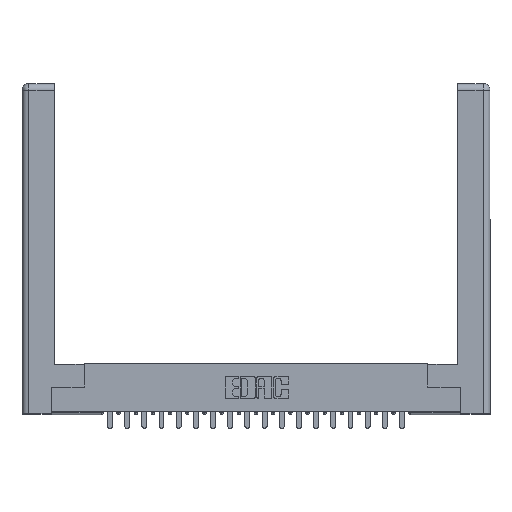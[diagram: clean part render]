
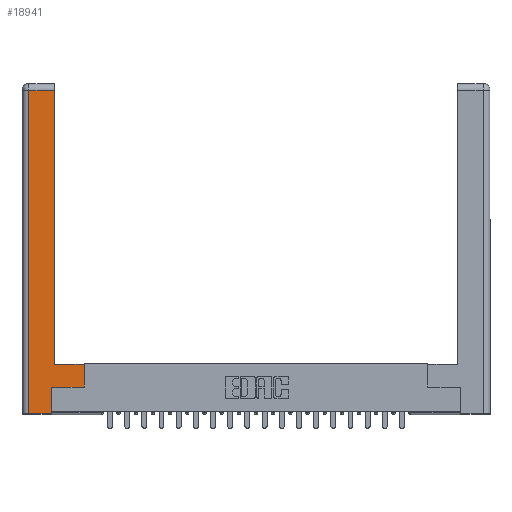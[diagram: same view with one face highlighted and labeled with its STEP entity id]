
A CAD part, top view. The second image highlights one B-rep face of the part: STEP entity #18941.
In plain terms, the highlighted planar face has unit normal (0, 0, 1).
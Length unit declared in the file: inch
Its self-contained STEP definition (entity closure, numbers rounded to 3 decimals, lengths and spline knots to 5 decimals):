
#309 = CARTESIAN_POINT ( 'NONE',  ( 0.265, 0.245, 0. ) ) ;
#496 = DIRECTION ( 'NONE',  ( 0., 1., 0. ) ) ;
#916 = CARTESIAN_POINT ( 'NONE',  ( 0.0615, 2.94, 0. ) ) ;
#1070 = LINE ( 'NONE', #9123, #20953 ) ;
#1166 = CARTESIAN_POINT ( 'NONE',  ( 0.0615, 0., 0. ) ) ;
#1260 = DIRECTION ( 'NONE',  ( 1., 0., 0. ) ) ;
#1292 = DIRECTION ( 'NONE',  ( -1., 0., 0. ) ) ;
#1911 = CARTESIAN_POINT ( 'NONE',  ( 0., 0., 0. ) ) ;
#2837 = CARTESIAN_POINT ( 'NONE',  ( 0.295, 0.45, 0. ) ) ;
#4038 = CARTESIAN_POINT ( 'NONE',  ( 0.0615, 0., 0. ) ) ;
#4222 = EDGE_CURVE ( 'NONE', #24463, #12563, #17750, .T. ) ;
#4319 = AXIS2_PLACEMENT_3D ( 'NONE', #1911, #13584, #13668 ) ;
#5672 = CARTESIAN_POINT ( 'NONE',  ( 0.565, 0.245, 0. ) ) ;
#5678 = LINE ( 'NONE', #309, #24045 ) ;
#5715 = LINE ( 'NONE', #9671, #24404 ) ;
#5875 = EDGE_CURVE ( 'NONE', #6809, #7065, #21886, .T. ) ;
#5933 = ORIENTED_EDGE ( 'NONE', *, *, #7095, .T. ) ;
#6809 = VERTEX_POINT ( 'NONE', #1166 ) ;
#7065 = VERTEX_POINT ( 'NONE', #22797 ) ;
#7095 = EDGE_CURVE ( 'NONE', #12563, #14720, #1070, .T. ) ;
#7364 = VECTOR ( 'NONE', #15795, 39.37008 ) ;
#8734 = ORIENTED_EDGE ( 'NONE', *, *, #23872, .T. ) ;
#8904 = VERTEX_POINT ( 'NONE', #5672 ) ;
#9123 = CARTESIAN_POINT ( 'NONE',  ( 0.0615, 2.94, 0. ) ) ;
#9293 = VERTEX_POINT ( 'NONE', #22435 ) ;
#9671 = CARTESIAN_POINT ( 'NONE',  ( 0.565, 0.45, 0. ) ) ;
#11621 = VECTOR ( 'NONE', #21273, 39.37008 ) ;
#11691 = VECTOR ( 'NONE', #1292, 39.37008 ) ;
#11998 = CARTESIAN_POINT ( 'NONE',  ( 0.295, 3., 0. ) ) ;
#12441 = CARTESIAN_POINT ( 'NONE',  ( 0.565, 0.245, 0. ) ) ;
#12489 = LINE ( 'NONE', #4038, #7364 ) ;
#12556 = ORIENTED_EDGE ( 'NONE', *, *, #15484, .T. ) ;
#12563 = VERTEX_POINT ( 'NONE', #15480 ) ;
#12912 = ORIENTED_EDGE ( 'NONE', *, *, #19761, .T. ) ;
#13169 = ORIENTED_EDGE ( 'NONE', *, *, #13883, .T. ) ;
#13552 = DIRECTION ( 'NONE',  ( 0., 1., 0. ) ) ;
#13584 = DIRECTION ( 'NONE',  ( 0., 0., -1. ) ) ;
#13668 = DIRECTION ( 'NONE',  ( -1., 0., 0. ) ) ;
#13745 = DIRECTION ( 'NONE',  ( 0., 1., 0. ) ) ;
#13883 = EDGE_CURVE ( 'NONE', #8904, #9293, #5715, .T. ) ;
#14444 = VECTOR ( 'NONE', #496, 39.37008 ) ;
#14618 = ORIENTED_EDGE ( 'NONE', *, *, #4222, .T. ) ;
#14720 = VERTEX_POINT ( 'NONE', #916 ) ;
#15313 = LINE ( 'NONE', #18553, #11691 ) ;
#15480 = CARTESIAN_POINT ( 'NONE',  ( 0.295, 2.94, 0. ) ) ;
#15484 = EDGE_CURVE ( 'NONE', #9293, #24463, #15313, .T. ) ;
#15583 = FACE_OUTER_BOUND ( 'NONE', #16519, .T. ) ;
#15795 = DIRECTION ( 'NONE',  ( 0., -1., 0. ) ) ;
#16519 = EDGE_LOOP ( 'NONE', ( #14618, #5933, #21406, #23428, #8734, #12912, #13169, #12556 ) ) ;
#17049 = DIRECTION ( 'NONE',  ( -1., 0., 0. ) ) ;
#17357 = EDGE_CURVE ( 'NONE', #14720, #6809, #12489, .T. ) ;
#17750 = LINE ( 'NONE', #11998, #14444 ) ;
#18520 = CARTESIAN_POINT ( 'NONE',  ( 0.265, 0.245, 0. ) ) ;
#18553 = CARTESIAN_POINT ( 'NONE',  ( 0.295, 0.45, 0. ) ) ;
#18905 = VECTOR ( 'NONE', #1260, 39.37008 ) ;
#18941 = ADVANCED_FACE ( 'NONE', ( #15583 ), #21171, .F. ) ;
#19194 = LINE ( 'NONE', #12441, #18905 ) ;
#19738 = VERTEX_POINT ( 'NONE', #18520 ) ;
#19761 = EDGE_CURVE ( 'NONE', #19738, #8904, #19194, .T. ) ;
#20953 = VECTOR ( 'NONE', #17049, 39.37008 ) ;
#21171 = PLANE ( 'NONE',  #4319 ) ;
#21273 = DIRECTION ( 'NONE',  ( 1., 0., 0. ) ) ;
#21406 = ORIENTED_EDGE ( 'NONE', *, *, #17357, .T. ) ;
#21886 = LINE ( 'NONE', #24733, #11621 ) ;
#22435 = CARTESIAN_POINT ( 'NONE',  ( 0.565, 0.45, 0. ) ) ;
#22797 = CARTESIAN_POINT ( 'NONE',  ( 0.265, 0., 0. ) ) ;
#23428 = ORIENTED_EDGE ( 'NONE', *, *, #5875, .T. ) ;
#23872 = EDGE_CURVE ( 'NONE', #7065, #19738, #5678, .T. ) ;
#24045 = VECTOR ( 'NONE', #13745, 39.37008 ) ;
#24404 = VECTOR ( 'NONE', #13552, 39.37008 ) ;
#24463 = VERTEX_POINT ( 'NONE', #2837 ) ;
#24733 = CARTESIAN_POINT ( 'NONE',  ( 0.265, 0., 0. ) ) ;
